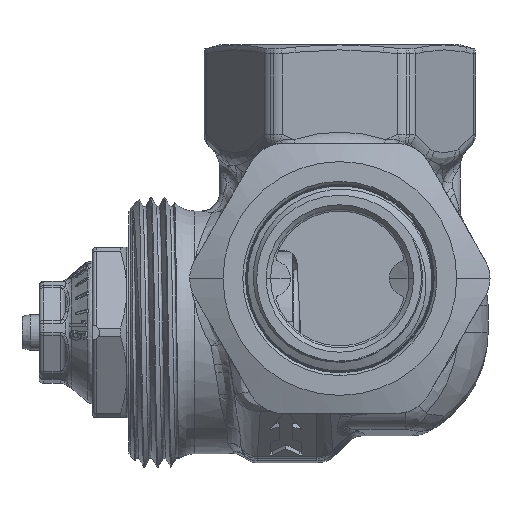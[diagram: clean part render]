
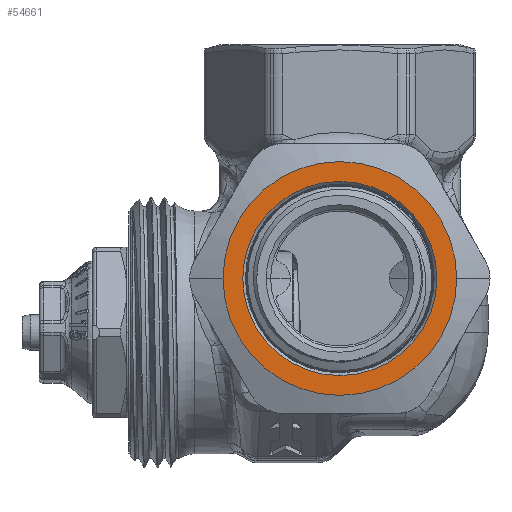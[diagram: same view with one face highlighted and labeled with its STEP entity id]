
A CAD part, left-side view. The second image highlights one B-rep face of the part: STEP entity #54661.
In plain terms, the highlighted planar face has unit normal (-1, 0, 0).
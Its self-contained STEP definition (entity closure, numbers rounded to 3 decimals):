
#20648=CARTESIAN_POINT('',(-35.7,0.,6.));
#20649=DIRECTION('',(-1.,0.,0.));
#20650=DIRECTION('',(0.,1.,0.));
#20651=AXIS2_PLACEMENT_3D('',#20648,#20649,#20650);
#20653=CARTESIAN_POINT('',(-35.7,0.,6.));
#20654=DIRECTION('',(-1.,0.,0.));
#20655=DIRECTION('',(0.,-1.,0.));
#20656=AXIS2_PLACEMENT_3D('',#20653,#20654,#20655);
#20868=CARTESIAN_POINT('',(-35.7,0.,6.));
#20869=DIRECTION('',(-1.,0.,0.));
#20870=DIRECTION('',(0.,0.,1.));
#20871=AXIS2_PLACEMENT_3D('',#20868,#20869,#20870);
#20878=CARTESIAN_POINT('',(-35.7,0.,6.));
#20879=DIRECTION('',(-1.,0.,0.));
#20880=DIRECTION('',(0.,0.,-1.));
#20881=AXIS2_PLACEMENT_3D('',#20878,#20879,#20880);
#29575=CARTESIAN_POINT('',(-35.7,0.,16.8));
#29576=CARTESIAN_POINT('',(-35.7,0.,-4.8));
#29577=VERTEX_POINT('',#29575);
#29578=VERTEX_POINT('',#29576);
#29583=CARTESIAN_POINT('',(-35.7,13.,6.));
#29584=CARTESIAN_POINT('',(-35.7,-13.,6.));
#29585=VERTEX_POINT('',#29583);
#29586=VERTEX_POINT('',#29584);
#54645=CARTESIAN_POINT('',(-35.7,0.,6.));
#54646=DIRECTION('',(1.,0.,0.));
#54647=DIRECTION('',(0.,-1.,0.));
#54648=AXIS2_PLACEMENT_3D('',#54645,#54646,#54647);
#54649=PLANE('',#54648);
#54650=ORIENTED_EDGE('',*,*,#54629,.F.);
#54652=ORIENTED_EDGE('',*,*,#54651,.F.);
#54653=EDGE_LOOP('',(#54650,#54652));
#54654=FACE_OUTER_BOUND('',#54653,.F.);
#54656=ORIENTED_EDGE('',*,*,#54655,.T.);
#54658=ORIENTED_EDGE('',*,*,#54657,.T.);
#54659=EDGE_LOOP('',(#54656,#54658));
#54660=FACE_BOUND('',#54659,.F.);
#54661=ADVANCED_FACE('',(#54654,#54660),#54649,.F.);
#20652=CIRCLE('',#20651,13.);
#20657=CIRCLE('',#20656,13.);
#20872=CIRCLE('',#20871,10.8);
#20882=CIRCLE('',#20881,10.8);
#54629=EDGE_CURVE('',#29585,#29586,#20652,.T.);
#54651=EDGE_CURVE('',#29586,#29585,#20657,.T.);
#54655=EDGE_CURVE('',#29577,#29578,#20872,.T.);
#54657=EDGE_CURVE('',#29578,#29577,#20882,.T.);
